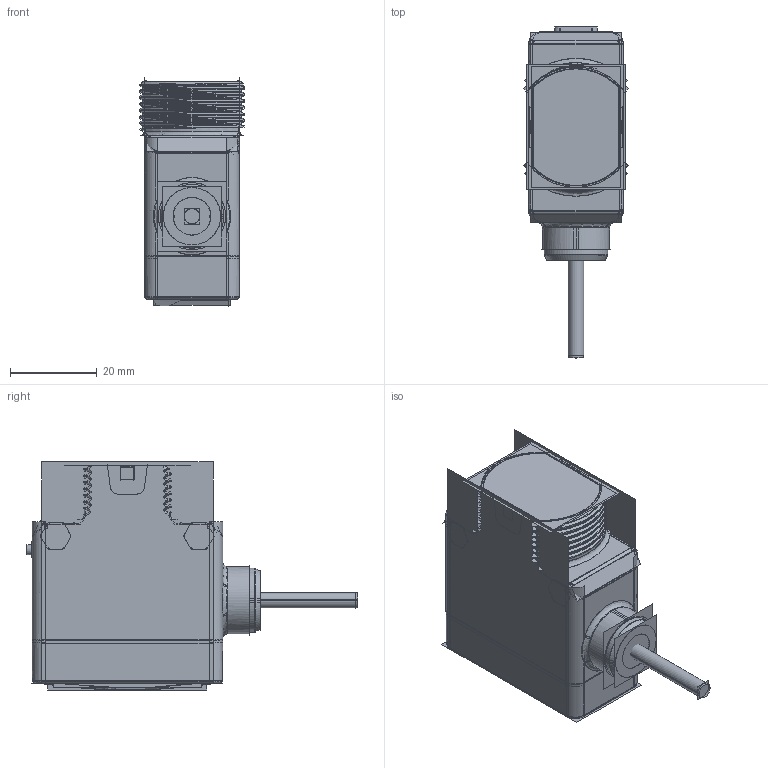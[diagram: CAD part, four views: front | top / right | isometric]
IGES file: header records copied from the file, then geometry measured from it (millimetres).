
Start section:  PTC IGES file: 138506_sm01.igs
Global section: file name: 138506_sm01.igs; native system: Creo Parametric by PTC Inc.; preprocessor: 2019292; author: PDMAdmin; organization: Unknown; date: 20220330.132915; units: millimetre
Bounding box: 24.01 x 76.58 x 52.64 mm (x, y, z)
Volume: 44884.1 mm3; surface area: 43440.1 mm2
Topology: 2 solids, 3 shells, 980 faces, 4837 edges, 6074 vertices
Faces by surface type: revolution 554, bspline 424, extrusion 2
